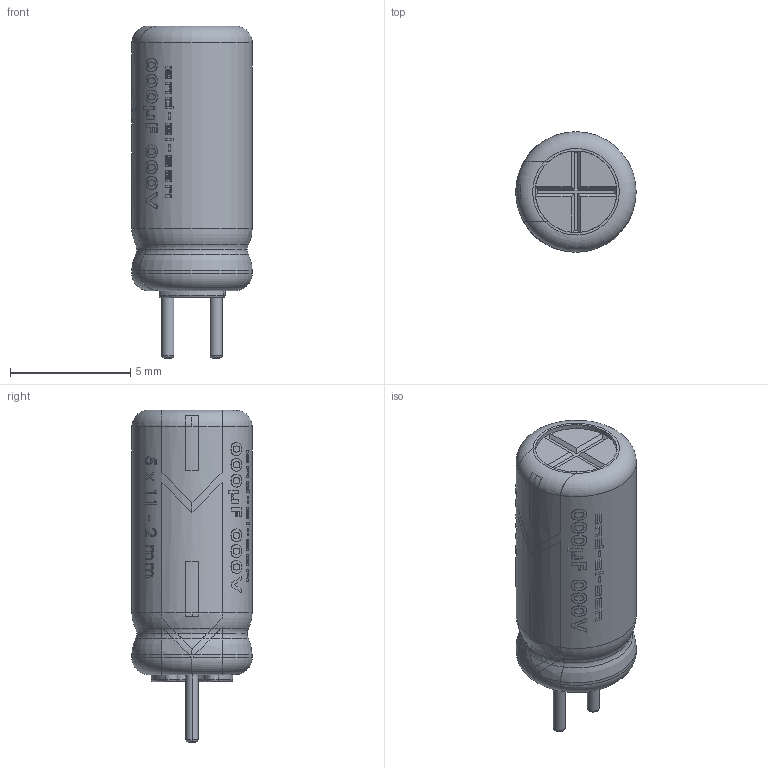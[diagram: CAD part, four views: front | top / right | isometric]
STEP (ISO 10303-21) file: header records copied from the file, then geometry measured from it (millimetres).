
FILE_DESCRIPTION(('FreeCAD Model'),'2;1');
FILE_NAME('User Library-Cap-EL(5x11-2)T.step', '2017-05-15T12:27:15',('kicad StepUp'),('ksu MCAD'), 'Open CASCADE STEP processor 6.8','FreeCAD','Unknown');
FILE_SCHEMA(('AUTOMOTIVE_DESIGN_CC2 { 1 2 10303 214 -1 1 5 4 }'));
Length unit declared in the file: millimetre
Products named in the file (2): ASSEMBLY; User_Library-Cap-EL(5x11-2)T
Assembly tree (1 placements, depth 2):
  ASSEMBLY
    User_Library-Cap-EL(5x11-2)T
Bounding box: 5 x 5 x 13.8 mm (x, y, z)
Volume: 127.1 mm3; surface area: 343.4 mm2
Topology: 1 solids, 2 shells, 463 faces, 1210 edges, 790 vertices
Faces by surface type: plane 215, bspline 118, cylinder 77, torus 45, revolution 8
Entity records: 23028 total; most frequent: CARTESIAN_POINT 9339, ORIENTED_EDGE 2420, DIRECTION 1757, EDGE_CURVE 1210, VERTEX_POINT 790, AXIS2_PLACEMENT_3D 654, FACE_BOUND 502, EDGE_LOOP 502
